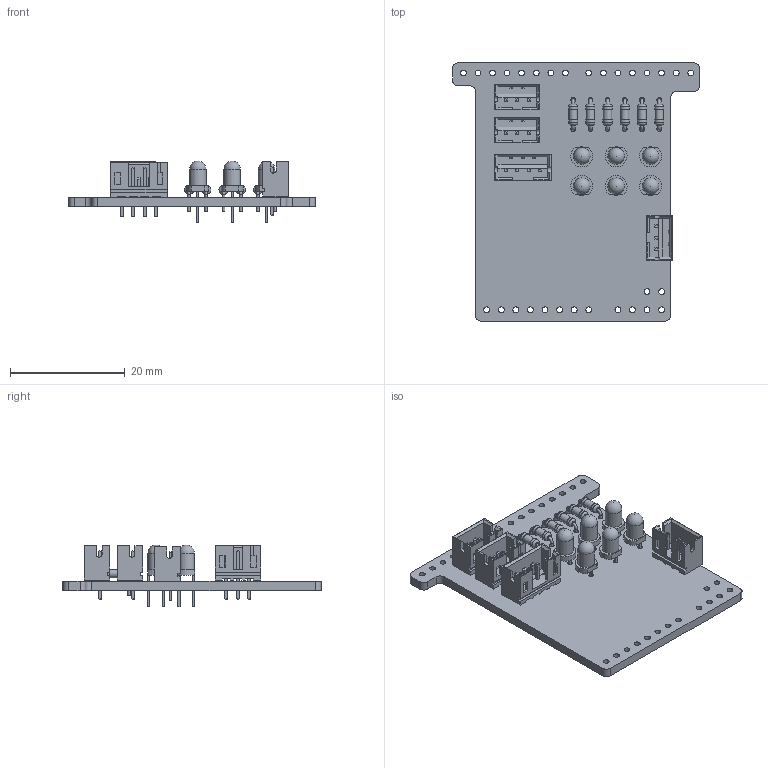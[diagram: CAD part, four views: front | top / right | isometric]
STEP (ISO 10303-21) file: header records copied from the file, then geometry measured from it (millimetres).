
FILE_DESCRIPTION(('KiCad electronic assembly'),'2;1');
FILE_NAME('main_kicad.step','2021-03-05T19:34:37',('An Author'),( 'A Company'),'Open CASCADE STEP processor 7.5', 'KiCad to STEP converter','Unknown');
FILE_SCHEMA(('AUTOMOTIVE_DESIGN { 1 0 10303 214 1 1 1 1 }'));
Length unit declared in the file: millimetre
Products named in the file (10): Open CASCADE STEP translator 7.5 1; JST-B4B-PH-K-S; SOLID; JST-B3B-PH-K-S; R_Axial_DIN0204_L3.6mm_D1.6mm_P5.08mm_Horizontal; LED_D3.0mm_Clear; COMPOUND
Assembly tree (21 placements, depth 3):
  Open CASCADE STEP translator 7.5 1
    JST-B4B-PH-K-S
      SOLID
    JST-B3B-PH-K-S  x3
      SOLID
    R_Axial_DIN0204_L3.6mm_D1.6mm_P5.08mm_Horizontal  x6
      SOLID
    LED_D3.0mm_Clear  x6
      SOLID
    COMPOUND
Bounding box: 43 x 45 x 10.8 mm (x, y, z)
Volume: 3121.5 mm3; surface area: 5790.3 mm2
Topology: 17 solids, 17 shells, 798 faces, 1948 edges, 1246 vertices
Faces by surface type: plane 635, cylinder 133, torus 24, sphere 6
Full cylindrical faces by diameter (mm): 0.5 x12, 0.813 x37, 1 x10, 1.016 x20, 1.44 x6, 1.6 x12, 2.9 x6
Entity records: 27110 total; most frequent: CARTESIAN_POINT 5913, DIRECTION 3891, LINE 2672, VECTOR 2672, ORIENTED_EDGE 2030, PCURVE 2030, DEFINITIONAL_REPRESENTATION 2030, EDGE_CURVE 1015
